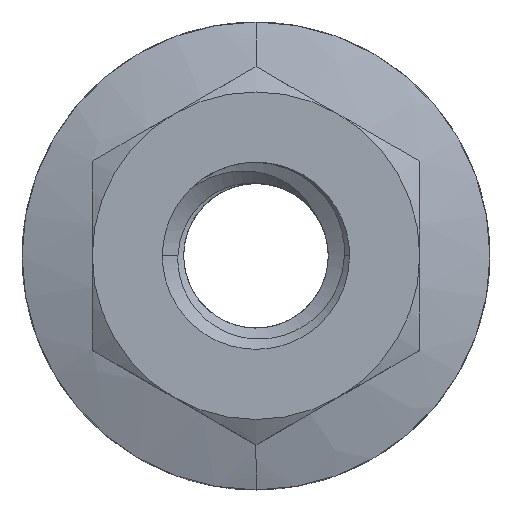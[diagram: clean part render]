
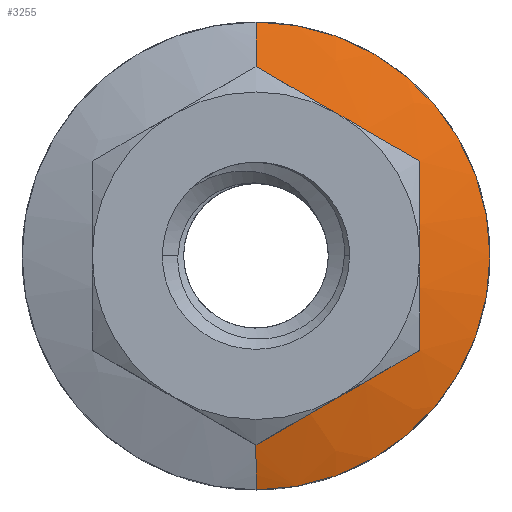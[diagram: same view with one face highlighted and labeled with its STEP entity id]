
A CAD part, top view. The second image highlights one B-rep face of the part: STEP entity #3255.
In plain terms, the highlighted spherical face has radius 14.339 mm.
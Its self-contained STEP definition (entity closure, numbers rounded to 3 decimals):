
#9 = VERTEX_POINT ( 'NONE', #3926 ) ;
#152 = CARTESIAN_POINT ( 'NONE',  ( 0., 0., -3.1 ) ) ;
#196 = EDGE_CURVE ( 'NONE', #2737, #9, #1806, .T. ) ;
#209 = DIRECTION ( 'NONE',  ( 0., 1., 0. ) ) ;
#222 = DIRECTION ( 'NONE',  ( 1., 0., 0. ) ) ;
#228 = VERTEX_POINT ( 'NONE', #4060 ) ;
#314 = DIRECTION ( 'NONE',  ( 0., 1., 0. ) ) ;
#349 = EDGE_CURVE ( 'NONE', #4391, #1622, #3228, .T. ) ;
#383 = DIRECTION ( 'NONE',  ( -1., 0., 0. ) ) ;
#409 = ORIENTED_EDGE ( 'NONE', *, *, #196, .T. ) ;
#531 = CARTESIAN_POINT ( 'NONE',  ( 0., 0., -16.539 ) ) ;
#669 = CARTESIAN_POINT ( 'NONE',  ( 3.5, -2.021, -2.781 ) ) ;
#683 = DIRECTION ( 'NONE',  ( -1., 0., 0. ) ) ;
#718 = EDGE_LOOP ( 'NONE', ( #409, #3077, #1212, #1986, #2338, #1056, #1231 ) ) ;
#918 = CIRCLE ( 'NONE', #3086, 13.905 ) ;
#991 = CARTESIAN_POINT ( 'NONE',  ( 3.5, 0., -16.539 ) ) ;
#1037 = CARTESIAN_POINT ( 'NONE',  ( 5., 0., -3.1 ) ) ;
#1056 = ORIENTED_EDGE ( 'NONE', *, *, #1828, .T. ) ;
#1212 = ORIENTED_EDGE ( 'NONE', *, *, #1310, .F. ) ;
#1231 = ORIENTED_EDGE ( 'NONE', *, *, #1753, .T. ) ;
#1310 = EDGE_CURVE ( 'NONE', #3178, #228, #3169, .T. ) ;
#1381 = DIRECTION ( 'NONE',  ( -0.866, 0.5, 0. ) ) ;
#1516 = EDGE_CURVE ( 'NONE', #1622, #3178, #3442, .T. ) ;
#1622 = VERTEX_POINT ( 'NONE', #4390 ) ;
#1661 = CARTESIAN_POINT ( 'NONE',  ( 1.75, -3.031, -16.539 ) ) ;
#1753 = EDGE_CURVE ( 'NONE', #2550, #2737, #2704, .T. ) ;
#1793 = AXIS2_PLACEMENT_3D ( 'NONE', #152, #3565, #1922 ) ;
#1797 = CARTESIAN_POINT ( 'NONE',  ( 0., 0., -3.1 ) ) ;
#1806 = CIRCLE ( 'NONE', #2997, 13.905 ) ;
#1828 = EDGE_CURVE ( 'NONE', #4391, #2550, #918, .T. ) ;
#1848 = CARTESIAN_POINT ( 'NONE',  ( 3.5, 2.021, -2.781 ) ) ;
#1922 = DIRECTION ( 'NONE',  ( -1., 0., 0. ) ) ;
#1986 = ORIENTED_EDGE ( 'NONE', *, *, #1516, .F. ) ;
#2016 = DIRECTION ( 'NONE',  ( 0.5, -0.866, 0. ) ) ;
#2094 = DIRECTION ( 'NONE',  ( 1., 0., 0. ) ) ;
#2107 = AXIS2_PLACEMENT_3D ( 'NONE', #991, #3719, #3395 ) ;
#2338 = ORIENTED_EDGE ( 'NONE', *, *, #349, .F. ) ;
#2550 = VERTEX_POINT ( 'NONE', #1848 ) ;
#2704 = CIRCLE ( 'NONE', #2107, 13.905 ) ;
#2737 = VERTEX_POINT ( 'NONE', #669 ) ;
#2760 = CARTESIAN_POINT ( 'NONE',  ( 1.75, 3.031, -16.539 ) ) ;
#2835 = AXIS2_PLACEMENT_3D ( 'NONE', #4148, #383, #3823 ) ;
#2997 = AXIS2_PLACEMENT_3D ( 'NONE', #1661, #2016, #4400 ) ;
#3077 = ORIENTED_EDGE ( 'NONE', *, *, #4229, .T. ) ;
#3086 = AXIS2_PLACEMENT_3D ( 'NONE', #2760, #4424, #1381 ) ;
#3169 = CIRCLE ( 'NONE', #3170, 5. ) ;
#3170 = AXIS2_PLACEMENT_3D ( 'NONE', #1797, #4172, #683 ) ;
#3178 = VERTEX_POINT ( 'NONE', #1037 ) ;
#3228 = CIRCLE ( 'NONE', #2835, 14.339 ) ;
#3255 = ADVANCED_FACE ( 'NONE', ( #4028 ), #3763, .T. ) ;
#3285 = AXIS2_PLACEMENT_3D ( 'NONE', #4132, #2094, #314 ) ;
#3307 = AXIS2_PLACEMENT_3D ( 'NONE', #531, #222, #209 ) ;
#3385 = CIRCLE ( 'NONE', #3285, 14.339 ) ;
#3395 = DIRECTION ( 'NONE',  ( 0., 1., 0. ) ) ;
#3442 = CIRCLE ( 'NONE', #1793, 5. ) ;
#3565 = DIRECTION ( 'NONE',  ( 0., 0., -1. ) ) ;
#3719 = DIRECTION ( 'NONE',  ( 1., 0., 0. ) ) ;
#3763 = SPHERICAL_SURFACE ( 'NONE', #3307, 14.339 ) ;
#3823 = DIRECTION ( 'NONE',  ( 0., 0., 1. ) ) ;
#3926 = CARTESIAN_POINT ( 'NONE',  ( 0., -4.041, -2.781 ) ) ;
#4028 = FACE_OUTER_BOUND ( 'NONE', #718, .T. ) ;
#4060 = CARTESIAN_POINT ( 'NONE',  ( 0., -5., -3.1 ) ) ;
#4132 = CARTESIAN_POINT ( 'NONE',  ( 0., 0., -16.539 ) ) ;
#4148 = CARTESIAN_POINT ( 'NONE',  ( 0., 0., -16.539 ) ) ;
#4172 = DIRECTION ( 'NONE',  ( 0., 0., -1. ) ) ;
#4229 = EDGE_CURVE ( 'NONE', #9, #228, #3385, .T. ) ;
#4261 = CARTESIAN_POINT ( 'NONE',  ( 0., 4.041, -2.781 ) ) ;
#4390 = CARTESIAN_POINT ( 'NONE',  ( 0., 5., -3.1 ) ) ;
#4391 = VERTEX_POINT ( 'NONE', #4261 ) ;
#4400 = DIRECTION ( 'NONE',  ( 0.866, 0.5, 0. ) ) ;
#4424 = DIRECTION ( 'NONE',  ( 0.5, 0.866, 0. ) ) ;
